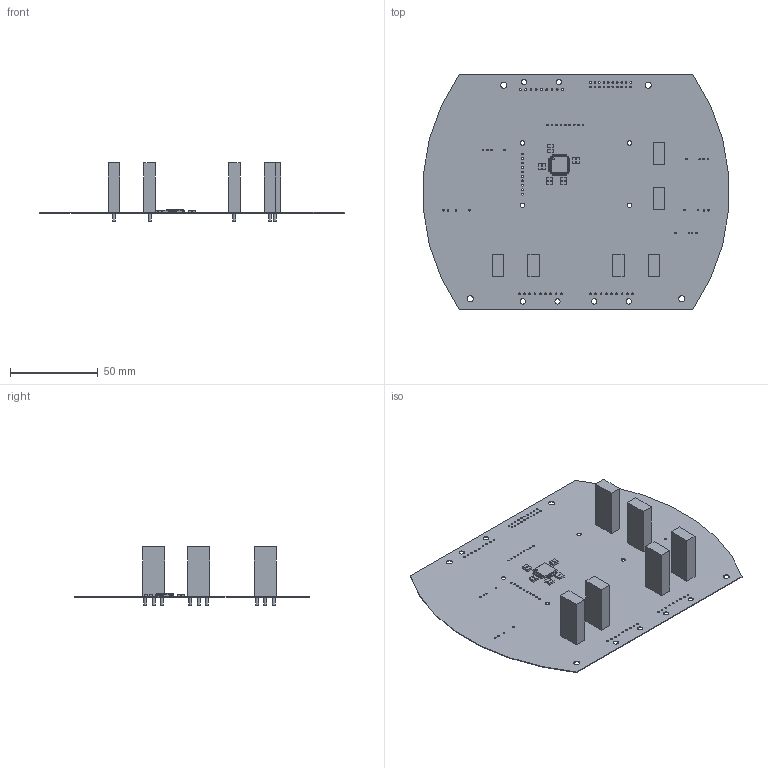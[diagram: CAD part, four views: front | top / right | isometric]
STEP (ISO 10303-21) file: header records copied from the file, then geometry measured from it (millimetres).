
FILE_DESCRIPTION(('Open CASCADE Model'),'2;1');
FILE_NAME('Open CASCADE Shape Model','2020-09-28T18:53:01',('Author'),( 'Open CASCADE'),'Open CASCADE STEP processor 6.8','Open CASCADE 6.8' ,'Unknown');
FILE_SCHEMA(('AUTOMOTIVE_DESIGN { 1 0 10303 214 1 1 1 1 }'));
Length unit declared in the file: millimetre
Products named in the file (32): PCB; BoardAUX_SteeringWheel_v4; Open CASCADE STEP translator 6.8 4.1.1; S12AUX_SteeringWheel_v4; 7269492160; Body; Leads; S11AUX_SteeringWheel_v4; S6AUX_SteeringWheel_v4; C10AUX_SteeringWheel_v4; 6433709632; Extruded; C9AUX_SteeringWheel_v4; C8AUX_SteeringWheel_v4; C7AUX_SteeringWheel_v4; C6AUX_SteeringWheel_v4; 6433708272; C5AUX_SteeringWheel_v4; C4AUX_SteeringWheel_v4; C3AUX_SteeringWheel_v4; C2AUX_SteeringWheel_v4; C1AUX_SteeringWheel_v4; S1AUX_SteeringWheel_v4; S4AUX_SteeringWheel_v4; 1AUX_SteeringWheel_v4; 7269493360; PinsArrayLR; PinsArrayTB; U1AUX_SteeringWheel_v4; S5AUX_SteeringWheel_v4
Assembly tree (46 placements, depth 4):
  PCB
    BoardAUX_SteeringWheel_v4
      Open CASCADE STEP translator 6.8 4.1.1
    S12AUX_SteeringWheel_v4
      7269492160
        Body
        Leads  x3
    S11AUX_SteeringWheel_v4
      7269492160
        Body
        Leads  x3
    S6AUX_SteeringWheel_v4
      7269492160
        Body
        Leads  x3
    C10AUX_SteeringWheel_v4
      6433709632
        Extruded
    C9AUX_SteeringWheel_v4
      6433709632
        Extruded
    C8AUX_SteeringWheel_v4
      6433709632
        Extruded
    C7AUX_SteeringWheel_v4
      6433709632
        Extruded
    C6AUX_SteeringWheel_v4
      6433708272
        Extruded
    C5AUX_SteeringWheel_v4
      6433708272
        Extruded
    C4AUX_SteeringWheel_v4
      6433708272
        Extruded
    C3AUX_SteeringWheel_v4
      6433708272
        Extruded
    C2AUX_SteeringWheel_v4
      6433709632
        Extruded
    C1AUX_SteeringWheel_v4
      6433709632
        Extruded
    S1AUX_SteeringWheel_v4
      7269492160
        Body
        Leads  x3
    S4AUX_SteeringWheel_v4
      7269492160
        Body
        Leads  x3
    1AUX_SteeringWheel_v4
      7269493360
        Body
        PinsArrayLR
        PinsArrayTB
    U1AUX_SteeringWheel_v4
    S5AUX_SteeringWheel_v4
Bounding box: 173.93 x 134.37 x 33.2 mm (x, y, z)
Volume: 23822 mm3; surface area: 53111.3 mm2
Topology: 136 solids, 136 shells, 1238 faces, 2879 edges, 1914 vertices
Faces by surface type: plane 863, cylinder 375
Full cylindrical faces by diameter (mm): 0.85 x10, 0.9 x39, 1.016 x37, 1.25 x1, 1.65 x54, 1.85 x18, 2.54 x4, 2.997 x6, 3.454 x4
Entity records: 32074 total; most frequent: CARTESIAN_POINT 5332, DIRECTION 5318, ORIENTED_EDGE 5140, EDGE_CURVE 2570, LINE 1930, VECTOR 1930, VERTEX_POINT 1708, AXIS2_PLACEMENT_3D 1694
